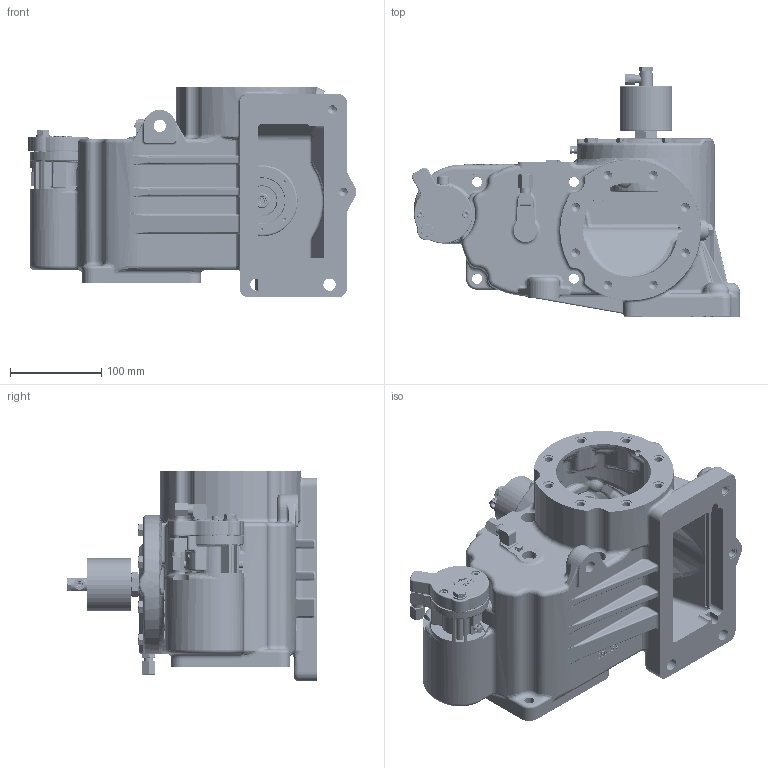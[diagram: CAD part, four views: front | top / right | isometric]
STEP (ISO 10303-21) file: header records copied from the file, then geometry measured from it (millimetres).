
FILE_DESCRIPTION (( 'STEP AP214' ), '1' );
FILE_NAME ('GVL80-M-B_250755.STEP', '2014-09-10T09:55:11', ( 'Admin2' ), ( '' ), 'SwSTEP 2.0', 'SolidWorks 2010', '' );
FILE_SCHEMA (( 'AUTOMOTIVE_DESIGN' ));
Length unit declared in the file: millimetre
Products named in the file (1): GVL80-M-B_250755
Bounding box: 359.33 x 273 x 231 mm (x, y, z)
Volume: 4044665.7 mm3; surface area: 809088 mm2
Topology: 51 solids, 51 shells, 4543 faces, 11283 edges, 6790 vertices
Faces by surface type: plane 1415, cylinder 1140, bspline 979, cone 498, torus 458, sphere 53
Entity records: 234551 total; most frequent: CARTESIAN_POINT 83744, ORIENTED_EDGE 22042, DIRECTION 19226, EDGE_CURVE 11021, AXIS2_PLACEMENT_3D 7350, VERTEX_POINT 6777, EDGE_LOOP 4916, UNCERTAINTY_MEASURE_WITH_UNIT 4596
